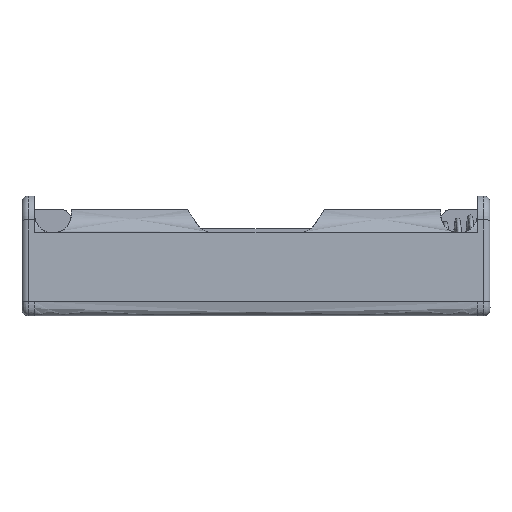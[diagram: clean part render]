
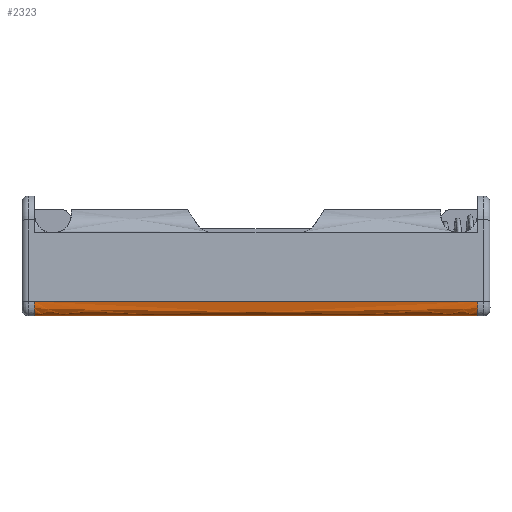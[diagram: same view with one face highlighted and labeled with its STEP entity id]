
A CAD part, front view. The second image highlights one B-rep face of the part: STEP entity #2323.
In plain terms, the highlighted face is a extrusion surface.
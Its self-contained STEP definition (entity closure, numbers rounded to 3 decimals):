
#257 = PLANE('',#258);
#258 = AXIS2_PLACEMENT_3D('',#259,#260,#261);
#259 = CARTESIAN_POINT('',(0.,0.,
    0.));
#260 = DIRECTION('',(0.,0.,-1.));
#261 = DIRECTION('',(0.,-1.,0.));
#683 = VERTEX_POINT('',#684);
#684 = CARTESIAN_POINT('',(35.5,-19.,0.));
#698 = SURFACE_OF_LINEAR_EXTRUSION('',#699,#703);
#699 = B_SPLINE_CURVE_WITH_KNOTS('',2,(#700,#701,#702),.UNSPECIFIED.,.F.
  ,.F.,(3,3),(0.,1.),.PIECEWISE_BEZIER_KNOTS.);
#700 = CARTESIAN_POINT('',(35.5,-19.,0.));
#701 = CARTESIAN_POINT('',(35.5,-20.605,0.));
#702 = CARTESIAN_POINT('',(35.5,-20.5,2.3));
#703 = VECTOR('',#704,1.);
#704 = DIRECTION('',(-1.,0.,0.));
#712 = EDGE_CURVE('',#713,#683,#715,.T.);
#713 = VERTEX_POINT('',#714);
#714 = CARTESIAN_POINT('',(-35.5,-19.,0.));
#715 = SURFACE_CURVE('',#716,(#720,#727),.PCURVE_S1.);
#716 = LINE('',#717,#718);
#717 = CARTESIAN_POINT('',(-35.5,-19.,0.));
#718 = VECTOR('',#719,1.);
#719 = DIRECTION('',(1.,0.,0.));
#720 = PCURVE('',#257,#721);
#721 = DEFINITIONAL_REPRESENTATION('',(#722),#726);
#722 = LINE('',#723,#724);
#723 = CARTESIAN_POINT('',(19.,35.5));
#724 = VECTOR('',#725,1.);
#725 = DIRECTION('',(0.,-1.));
#726 = ( GEOMETRIC_REPRESENTATION_CONTEXT(2) 
PARAMETRIC_REPRESENTATION_CONTEXT() REPRESENTATION_CONTEXT('2D SPACE',''
  ) );
#727 = PCURVE('',#728,#735);
#728 = SURFACE_OF_LINEAR_EXTRUSION('',#729,#733);
#729 = B_SPLINE_CURVE_WITH_KNOTS('',2,(#730,#731,#732),.UNSPECIFIED.,.F.
  ,.F.,(3,3),(0.,1.),.PIECEWISE_BEZIER_KNOTS.);
#730 = CARTESIAN_POINT('',(-35.5,-19.,0.));
#731 = CARTESIAN_POINT('',(-35.5,-20.605,0.));
#732 = CARTESIAN_POINT('',(-35.5,-20.5,2.3));
#733 = VECTOR('',#734,1.);
#734 = DIRECTION('',(-1.,0.,0.));
#735 = DEFINITIONAL_REPRESENTATION('',(#736),#740);
#736 = LINE('',#737,#738);
#737 = CARTESIAN_POINT('',(0.,0.));
#738 = VECTOR('',#739,1.);
#739 = DIRECTION('',(0.,-1.));
#740 = ( GEOMETRIC_REPRESENTATION_CONTEXT(2) 
PARAMETRIC_REPRESENTATION_CONTEXT() REPRESENTATION_CONTEXT('2D SPACE',''
  ) );
#756 = SURFACE_OF_LINEAR_EXTRUSION('',#757,#761);
#757 = B_SPLINE_CURVE_WITH_KNOTS('',2,(#758,#759,#760),.UNSPECIFIED.,.F.
  ,.F.,(3,3),(0.,1.),.PIECEWISE_BEZIER_KNOTS.);
#758 = CARTESIAN_POINT('',(-35.5,-19.,0.));
#759 = CARTESIAN_POINT('',(-35.5,-20.605,0.));
#760 = CARTESIAN_POINT('',(-35.5,-20.5,2.3));
#761 = VECTOR('',#762,1.);
#762 = DIRECTION('',(1.,0.,0.));
#2219 = EDGE_CURVE('',#713,#2220,#2222,.T.);
#2220 = VERTEX_POINT('',#2221);
#2221 = CARTESIAN_POINT('',(-35.5,-20.5,2.3));
#2222 = SURFACE_CURVE('',#2223,(#2227,#2234),.PCURVE_S1.);
#2223 = B_SPLINE_CURVE_WITH_KNOTS('',2,(#2224,#2225,#2226),
  .UNSPECIFIED.,.F.,.F.,(3,3),(0.,1.),.PIECEWISE_BEZIER_KNOTS.);
#2224 = CARTESIAN_POINT('',(-35.5,-19.,0.));
#2225 = CARTESIAN_POINT('',(-35.5,-20.605,0.));
#2226 = CARTESIAN_POINT('',(-35.5,-20.5,2.3));
#2227 = PCURVE('',#756,#2228);
#2228 = DEFINITIONAL_REPRESENTATION('',(#2229),#2233);
#2229 = LINE('',#2230,#2231);
#2230 = CARTESIAN_POINT('',(0.,0.));
#2231 = VECTOR('',#2232,1.);
#2232 = DIRECTION('',(1.,0.));
#2233 = ( GEOMETRIC_REPRESENTATION_CONTEXT(2) 
PARAMETRIC_REPRESENTATION_CONTEXT() REPRESENTATION_CONTEXT('2D SPACE',''
  ) );
#2234 = PCURVE('',#728,#2235);
#2235 = DEFINITIONAL_REPRESENTATION('',(#2236),#2240);
#2236 = LINE('',#2237,#2238);
#2237 = CARTESIAN_POINT('',(0.,0.));
#2238 = VECTOR('',#2239,1.);
#2239 = DIRECTION('',(1.,0.));
#2240 = ( GEOMETRIC_REPRESENTATION_CONTEXT(2) 
PARAMETRIC_REPRESENTATION_CONTEXT() REPRESENTATION_CONTEXT('2D SPACE',''
  ) );
#2258 = PLANE('',#2259);
#2259 = AXIS2_PLACEMENT_3D('',#2260,#2261,#2262);
#2260 = CARTESIAN_POINT('',(0.,-20.235,
    8.133));
#2261 = DIRECTION('',(0.,-0.999,
    0.045));
#2262 = DIRECTION('',(0.,-0.045,
    -0.999));
#2323 = ADVANCED_FACE('',(#2324),#728,.T.);
#2324 = FACE_BOUND('',#2325,.T.);
#2325 = EDGE_LOOP('',(#2326,#2327,#2350,#2371));
#2326 = ORIENTED_EDGE('',*,*,#712,.T.);
#2327 = ORIENTED_EDGE('',*,*,#2328,.T.);
#2328 = EDGE_CURVE('',#683,#2329,#2331,.T.);
#2329 = VERTEX_POINT('',#2330);
#2330 = CARTESIAN_POINT('',(35.5,-20.5,2.3));
#2331 = SURFACE_CURVE('',#2332,(#2336,#2343),.PCURVE_S1.);
#2332 = B_SPLINE_CURVE_WITH_KNOTS('',2,(#2333,#2334,#2335),
  .UNSPECIFIED.,.F.,.F.,(3,3),(0.,1.),.PIECEWISE_BEZIER_KNOTS.);
#2333 = CARTESIAN_POINT('',(35.5,-19.,0.));
#2334 = CARTESIAN_POINT('',(35.5,-20.605,0.));
#2335 = CARTESIAN_POINT('',(35.5,-20.5,2.3));
#2336 = PCURVE('',#728,#2337);
#2337 = DEFINITIONAL_REPRESENTATION('',(#2338),#2342);
#2338 = LINE('',#2339,#2340);
#2339 = CARTESIAN_POINT('',(0.,-71.));
#2340 = VECTOR('',#2341,1.);
#2341 = DIRECTION('',(1.,0.));
#2342 = ( GEOMETRIC_REPRESENTATION_CONTEXT(2) 
PARAMETRIC_REPRESENTATION_CONTEXT() REPRESENTATION_CONTEXT('2D SPACE',''
  ) );
#2343 = PCURVE('',#698,#2344);
#2344 = DEFINITIONAL_REPRESENTATION('',(#2345),#2349);
#2345 = LINE('',#2346,#2347);
#2346 = CARTESIAN_POINT('',(0.,0.));
#2347 = VECTOR('',#2348,1.);
#2348 = DIRECTION('',(1.,0.));
#2349 = ( GEOMETRIC_REPRESENTATION_CONTEXT(2) 
PARAMETRIC_REPRESENTATION_CONTEXT() REPRESENTATION_CONTEXT('2D SPACE',''
  ) );
#2350 = ORIENTED_EDGE('',*,*,#2351,.F.);
#2351 = EDGE_CURVE('',#2220,#2329,#2352,.T.);
#2352 = SURFACE_CURVE('',#2353,(#2357,#2364),.PCURVE_S1.);
#2353 = LINE('',#2354,#2355);
#2354 = CARTESIAN_POINT('',(-35.5,-20.5,2.3));
#2355 = VECTOR('',#2356,1.);
#2356 = DIRECTION('',(1.,0.,0.));
#2357 = PCURVE('',#728,#2358);
#2358 = DEFINITIONAL_REPRESENTATION('',(#2359),#2363);
#2359 = LINE('',#2360,#2361);
#2360 = CARTESIAN_POINT('',(1.,0.));
#2361 = VECTOR('',#2362,1.);
#2362 = DIRECTION('',(0.,-1.));
#2363 = ( GEOMETRIC_REPRESENTATION_CONTEXT(2) 
PARAMETRIC_REPRESENTATION_CONTEXT() REPRESENTATION_CONTEXT('2D SPACE',''
  ) );
#2364 = PCURVE('',#2258,#2365);
#2365 = DEFINITIONAL_REPRESENTATION('',(#2366),#2370);
#2366 = LINE('',#2367,#2368);
#2367 = CARTESIAN_POINT('',(5.839,-35.5));
#2368 = VECTOR('',#2369,1.);
#2369 = DIRECTION('',(0.,1.));
#2370 = ( GEOMETRIC_REPRESENTATION_CONTEXT(2) 
PARAMETRIC_REPRESENTATION_CONTEXT() REPRESENTATION_CONTEXT('2D SPACE',''
  ) );
#2371 = ORIENTED_EDGE('',*,*,#2219,.F.);
